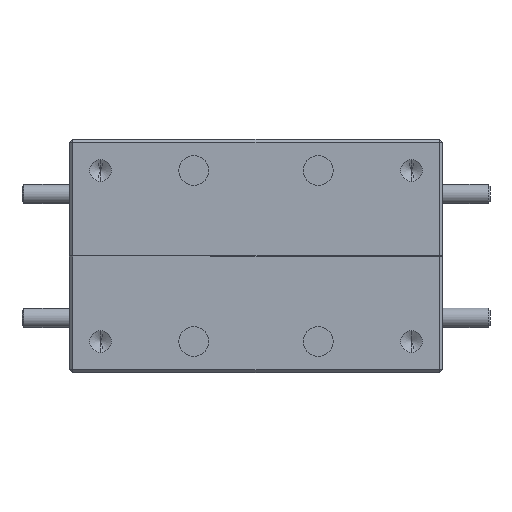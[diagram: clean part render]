
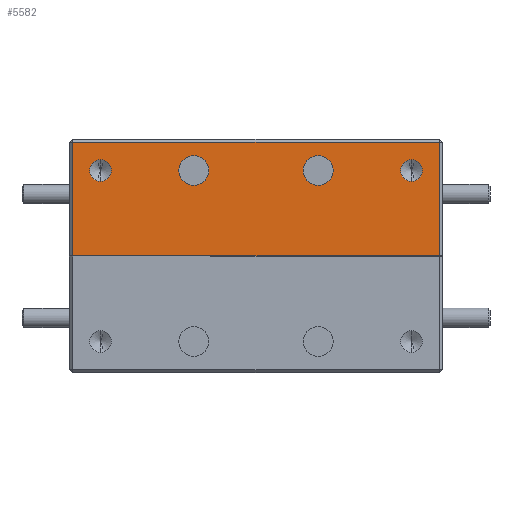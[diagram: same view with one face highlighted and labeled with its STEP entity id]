
A CAD part, front view. The second image highlights one B-rep face of the part: STEP entity #5582.
In plain terms, the highlighted planar face has unit normal (0, -1, 0).
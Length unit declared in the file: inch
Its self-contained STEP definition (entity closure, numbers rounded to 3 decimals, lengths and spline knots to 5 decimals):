
#563 = EDGE_CURVE ( 'NONE', #2604, #18874, #24202, .T. ) ;
#854 = ORIENTED_EDGE ( 'NONE', *, *, #1786, .F. ) ;
#1163 = DIRECTION ( 'NONE',  ( 0., 0., -1. ) ) ;
#1184 = DIRECTION ( 'NONE',  ( 1., 0., 0. ) ) ;
#1786 = EDGE_CURVE ( 'NONE', #22845, #9390, #23362, .T. ) ;
#1917 = LINE ( 'NONE', #23184, #2719 ) ;
#1977 = DIRECTION ( 'NONE',  ( 0., 0., -1. ) ) ;
#2078 = CARTESIAN_POINT ( 'NONE',  ( -0.1, -0.675, 0.31 ) ) ;
#2390 = VERTEX_POINT ( 'NONE', #7722 ) ;
#2604 = VERTEX_POINT ( 'NONE', #14857 ) ;
#2719 = VECTOR ( 'NONE', #25244, 39.37008 ) ;
#3751 = EDGE_LOOP ( 'NONE', ( #7549, #5574, #12647, #9905 ) ) ;
#3883 = CARTESIAN_POINT ( 'NONE',  ( -0.1, -0.675, 0.275 ) ) ;
#3886 = ORIENTED_EDGE ( 'NONE', *, *, #19950, .F. ) ;
#3903 = CIRCLE ( 'NONE', #7192, 0.035 ) ;
#3997 = ORIENTED_EDGE ( 'NONE', *, *, #20425, .F. ) ;
#4385 = AXIS2_PLACEMENT_3D ( 'NONE', #20442, #22249, #14434 ) ;
#4707 = CIRCLE ( 'NONE', #16141, 0.048 ) ;
#4808 = CARTESIAN_POINT ( 'NONE',  ( -0.01, -0.675, 0.365 ) ) ;
#5030 = AXIS2_PLACEMENT_3D ( 'NONE', #14700, #24842, #11227 ) ;
#5508 = CARTESIAN_POINT ( 'NONE',  ( -0.01, -0.675, 0. ) ) ;
#5574 = ORIENTED_EDGE ( 'NONE', *, *, #15549, .T. ) ;
#5582 = ADVANCED_FACE ( 'NONE', ( #21143, #15495, #16597, #10841, #18777 ), #8680, .T. ) ;
#5838 = CARTESIAN_POINT ( 'NONE',  ( -1.1, -0.675, 0.275 ) ) ;
#5926 = VERTEX_POINT ( 'NONE', #4808 ) ;
#6108 = DIRECTION ( 'NONE',  ( 0., -1., 0. ) ) ;
#6249 = CIRCLE ( 'NONE', #5030, 0.048 ) ;
#6284 = EDGE_CURVE ( 'NONE', #18874, #2604, #21580, .T. ) ;
#6947 = LINE ( 'NONE', #8987, #7500 ) ;
#7192 = AXIS2_PLACEMENT_3D ( 'NONE', #21268, #13829, #15500 ) ;
#7500 = VECTOR ( 'NONE', #1184, 39.37008 ) ;
#7549 = ORIENTED_EDGE ( 'NONE', *, *, #24837, .T. ) ;
#7722 = CARTESIAN_POINT ( 'NONE',  ( -1.19, -0.675, 0. ) ) ;
#8680 = PLANE ( 'NONE',  #4385 ) ;
#8975 = EDGE_CURVE ( 'NONE', #10084, #18613, #15948, .T. ) ;
#8987 = CARTESIAN_POINT ( 'NONE',  ( -1.2, -0.675, 0. ) ) ;
#9010 = AXIS2_PLACEMENT_3D ( 'NONE', #5838, #11729, #14017 ) ;
#9390 = VERTEX_POINT ( 'NONE', #19720 ) ;
#9474 = LINE ( 'NONE', #17276, #23102 ) ;
#9905 = ORIENTED_EDGE ( 'NONE', *, *, #11598, .T. ) ;
#10079 = ORIENTED_EDGE ( 'NONE', *, *, #6284, .F. ) ;
#10084 = VERTEX_POINT ( 'NONE', #11985 ) ;
#10768 = LINE ( 'NONE', #18442, #21562 ) ;
#10841 = FACE_BOUND ( 'NONE', #25289, .T. ) ;
#10945 = ORIENTED_EDGE ( 'NONE', *, *, #22179, .F. ) ;
#10972 = DIRECTION ( 'NONE',  ( 0., -1., 0. ) ) ;
#10984 = ORIENTED_EDGE ( 'NONE', *, *, #8975, .F. ) ;
#11018 = EDGE_CURVE ( 'NONE', #2390, #24721, #6947, .T. ) ;
#11023 = CARTESIAN_POINT ( 'NONE',  ( -0.4, -0.675, 0.323 ) ) ;
#11227 = DIRECTION ( 'NONE',  ( 0., 0., -1. ) ) ;
#11598 = EDGE_CURVE ( 'NONE', #24721, #5926, #1917, .T. ) ;
#11697 = DIRECTION ( 'NONE',  ( 0., -1., 0. ) ) ;
#11729 = DIRECTION ( 'NONE',  ( 0., -1., 0. ) ) ;
#11985 = CARTESIAN_POINT ( 'NONE',  ( -1.1, -0.675, 0.31 ) ) ;
#12212 = CARTESIAN_POINT ( 'NONE',  ( -0.8, -0.675, 0.323 ) ) ;
#12647 = ORIENTED_EDGE ( 'NONE', *, *, #11018, .T. ) ;
#13080 = EDGE_LOOP ( 'NONE', ( #3997, #10984 ) ) ;
#13430 = CARTESIAN_POINT ( 'NONE',  ( -1.19, -0.675, 0.365 ) ) ;
#13468 = DIRECTION ( 'NONE',  ( 0., 0., -1. ) ) ;
#13829 = DIRECTION ( 'NONE',  ( 0., -1., 0. ) ) ;
#13908 = DIRECTION ( 'NONE',  ( 0., 0., -1. ) ) ;
#14017 = DIRECTION ( 'NONE',  ( 0., 0., -1. ) ) ;
#14342 = AXIS2_PLACEMENT_3D ( 'NONE', #25204, #10972, #24701 ) ;
#14434 = DIRECTION ( 'NONE',  ( 0., 0., -1. ) ) ;
#14700 = CARTESIAN_POINT ( 'NONE',  ( -0.4, -0.675, 0.275 ) ) ;
#14857 = CARTESIAN_POINT ( 'NONE',  ( -0.1, -0.675, 0.24 ) ) ;
#15008 = CIRCLE ( 'NONE', #21966, 0.048 ) ;
#15046 = AXIS2_PLACEMENT_3D ( 'NONE', #3883, #11697, #1977 ) ;
#15047 = CARTESIAN_POINT ( 'NONE',  ( -0.8, -0.675, 0.275 ) ) ;
#15275 = EDGE_CURVE ( 'NONE', #9390, #22845, #15008, .T. ) ;
#15495 = FACE_BOUND ( 'NONE', #24314, .T. ) ;
#15500 = DIRECTION ( 'NONE',  ( 0., 0., -1. ) ) ;
#15549 = EDGE_CURVE ( 'NONE', #19634, #2390, #10768, .T. ) ;
#15948 = CIRCLE ( 'NONE', #9010, 0.035 ) ;
#16141 = AXIS2_PLACEMENT_3D ( 'NONE', #23678, #6108, #13908 ) ;
#16524 = CARTESIAN_POINT ( 'NONE',  ( -0.4, -0.675, 0.227 ) ) ;
#16597 = FACE_BOUND ( 'NONE', #17793, .T. ) ;
#16947 = DIRECTION ( 'NONE',  ( 0., 0., -1. ) ) ;
#17276 = CARTESIAN_POINT ( 'NONE',  ( -1.2, -0.675, 0.365 ) ) ;
#17682 = CARTESIAN_POINT ( 'NONE',  ( -0.8, -0.675, 0.275 ) ) ;
#17793 = EDGE_LOOP ( 'NONE', ( #25311, #854 ) ) ;
#18442 = CARTESIAN_POINT ( 'NONE',  ( -1.19, -0.675, 0.375 ) ) ;
#18613 = VERTEX_POINT ( 'NONE', #22471 ) ;
#18777 = FACE_OUTER_BOUND ( 'NONE', #3751, .T. ) ;
#18874 = VERTEX_POINT ( 'NONE', #2078 ) ;
#19135 = VERTEX_POINT ( 'NONE', #11023 ) ;
#19634 = VERTEX_POINT ( 'NONE', #13430 ) ;
#19720 = CARTESIAN_POINT ( 'NONE',  ( -0.8, -0.675, 0.227 ) ) ;
#19950 = EDGE_CURVE ( 'NONE', #24633, #19135, #4707, .T. ) ;
#20425 = EDGE_CURVE ( 'NONE', #18613, #10084, #3903, .T. ) ;
#20442 = CARTESIAN_POINT ( 'NONE',  ( -1.2, -0.675, 0.375 ) ) ;
#21143 = FACE_BOUND ( 'NONE', #13080, .T. ) ;
#21268 = CARTESIAN_POINT ( 'NONE',  ( -1.1, -0.675, 0.275 ) ) ;
#21562 = VECTOR ( 'NONE', #1163, 39.37008 ) ;
#21580 = CIRCLE ( 'NONE', #15046, 0.035 ) ;
#21720 = ORIENTED_EDGE ( 'NONE', *, *, #563, .F. ) ;
#21966 = AXIS2_PLACEMENT_3D ( 'NONE', #17682, #23472, #13468 ) ;
#22179 = EDGE_CURVE ( 'NONE', #19135, #24633, #6249, .T. ) ;
#22249 = DIRECTION ( 'NONE',  ( 0., -1., 0. ) ) ;
#22471 = CARTESIAN_POINT ( 'NONE',  ( -1.1, -0.675, 0.24 ) ) ;
#22845 = VERTEX_POINT ( 'NONE', #12212 ) ;
#22942 = AXIS2_PLACEMENT_3D ( 'NONE', #15047, #22999, #16947 ) ;
#22999 = DIRECTION ( 'NONE',  ( 0., -1., 0. ) ) ;
#23102 = VECTOR ( 'NONE', #23446, 39.37008 ) ;
#23184 = CARTESIAN_POINT ( 'NONE',  ( -0.01, -0.675, 0.375 ) ) ;
#23362 = CIRCLE ( 'NONE', #22942, 0.048 ) ;
#23446 = DIRECTION ( 'NONE',  ( -1., 0., 0. ) ) ;
#23472 = DIRECTION ( 'NONE',  ( 0., -1., 0. ) ) ;
#23678 = CARTESIAN_POINT ( 'NONE',  ( -0.4, -0.675, 0.275 ) ) ;
#24202 = CIRCLE ( 'NONE', #14342, 0.035 ) ;
#24314 = EDGE_LOOP ( 'NONE', ( #21720, #10079 ) ) ;
#24633 = VERTEX_POINT ( 'NONE', #16524 ) ;
#24701 = DIRECTION ( 'NONE',  ( 0., 0., -1. ) ) ;
#24721 = VERTEX_POINT ( 'NONE', #5508 ) ;
#24837 = EDGE_CURVE ( 'NONE', #5926, #19634, #9474, .T. ) ;
#24842 = DIRECTION ( 'NONE',  ( 0., -1., 0. ) ) ;
#25204 = CARTESIAN_POINT ( 'NONE',  ( -0.1, -0.675, 0.275 ) ) ;
#25244 = DIRECTION ( 'NONE',  ( 0., 0., 1. ) ) ;
#25289 = EDGE_LOOP ( 'NONE', ( #3886, #10945 ) ) ;
#25311 = ORIENTED_EDGE ( 'NONE', *, *, #15275, .F. ) ;
